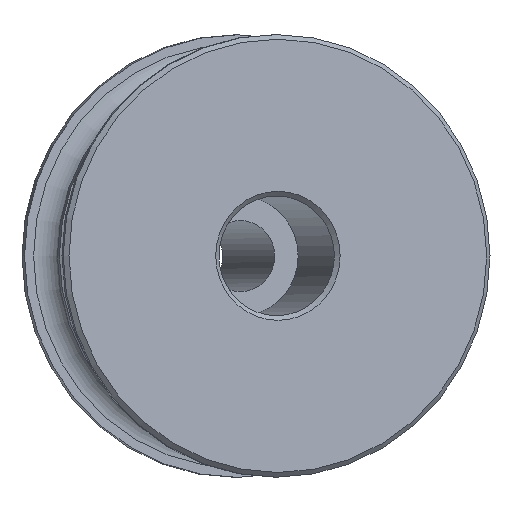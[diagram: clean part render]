
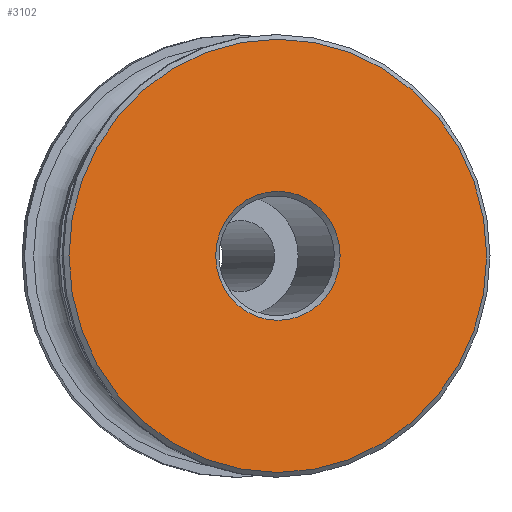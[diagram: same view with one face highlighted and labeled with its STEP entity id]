
A CAD part, top view. The second image highlights one B-rep face of the part: STEP entity #3102.
In plain terms, the highlighted planar face has unit normal (0.265, 0, 0.964).
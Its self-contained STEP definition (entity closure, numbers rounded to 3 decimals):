
#633=FACE_BOUND('',#836,.T.);
#640=PLANE('',#3306);
#648=FACE_OUTER_BOUND('',#835,.T.);
#835=EDGE_LOOP('',(#1998));
#836=EDGE_LOOP('',(#1999));
#1050=CIRCLE('',#3303,6.85);
#1053=CIRCLE('',#3307,23.);
#1101=VERTEX_POINT('',#3635);
#1104=VERTEX_POINT('',#3643);
#1457=EDGE_CURVE('',#1101,#1101,#1050,.T.);
#1461=EDGE_CURVE('',#1104,#1104,#1053,.T.);
#1998=ORIENTED_EDGE('',*,*,#1461,.F.);
#1999=ORIENTED_EDGE('',*,*,#1457,.F.);
#3102=ADVANCED_FACE('',(#648,#633),#640,.T.);
#3303=AXIS2_PLACEMENT_3D('',#3636,#3412,#3413);
#3306=AXIS2_PLACEMENT_3D('',#3642,#3419,#3420);
#3307=AXIS2_PLACEMENT_3D('',#3644,#3421,#3422);
#3412=DIRECTION('center_axis',(0.265,0.,0.964));
#3413=DIRECTION('ref_axis',(-0.964,0.,0.265));
#3419=DIRECTION('center_axis',(0.265,0.,0.964));
#3420=DIRECTION('ref_axis',(0.964,0.,-0.265));
#3421=DIRECTION('center_axis',(-0.265,0.,-0.964));
#3422=DIRECTION('ref_axis',(-0.964,0.,0.265));
#3635=CARTESIAN_POINT('',(17.118,0.,37.49));
#3636=CARTESIAN_POINT('Origin',(10.513,0.,39.307));
#3642=CARTESIAN_POINT('Origin',(16.736,0.,37.596));
#3643=CARTESIAN_POINT('',(32.681,0.,33.211));
#3644=CARTESIAN_POINT('Origin',(10.504,0.,39.309));
